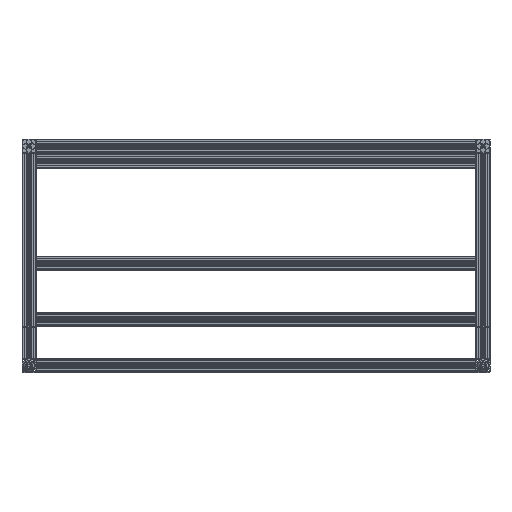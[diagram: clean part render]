
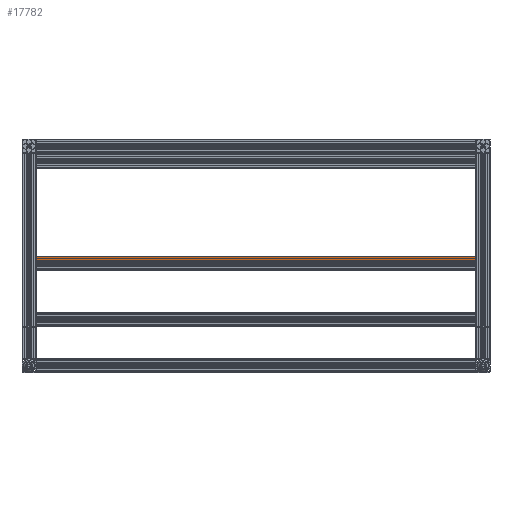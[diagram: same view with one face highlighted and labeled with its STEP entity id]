
A CAD part, top view. The second image highlights one B-rep face of the part: STEP entity #17782.
In plain terms, the highlighted face is planar.
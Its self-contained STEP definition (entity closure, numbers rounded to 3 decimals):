
#742=PLANE('',#19797);
#2973=LINE('',#29979,#4614);
#3036=LINE('',#30158,#4677);
#3037=LINE('',#30161,#4678);
#3038=LINE('',#30162,#4679);
#4614=VECTOR('',#24516,10.);
#4677=VECTOR('',#24673,10.);
#4678=VECTOR('',#24676,10.);
#4679=VECTOR('',#24677,10.);
#5960=FACE_OUTER_BOUND('',#6902,.T.);
#6902=EDGE_LOOP('',(#16602,#16603,#16604,#16605));
#9348=VERTEX_POINT('',#29976);
#9349=VERTEX_POINT('',#29978);
#9418=VERTEX_POINT('',#30156);
#9419=VERTEX_POINT('',#30160);
#11768=EDGE_CURVE('',#9349,#9348,#2973,.T.);
#11858=EDGE_CURVE('',#9348,#9418,#3036,.T.);
#11859=EDGE_CURVE('',#9418,#9419,#3037,.T.);
#11860=EDGE_CURVE('',#9349,#9419,#3038,.T.);
#16602=ORIENTED_EDGE('',*,*,#11859,.T.);
#16603=ORIENTED_EDGE('',*,*,#11860,.F.);
#16604=ORIENTED_EDGE('',*,*,#11768,.T.);
#16605=ORIENTED_EDGE('',*,*,#11858,.T.);
#17782=ADVANCED_FACE('',(#5960),#742,.T.);
#19797=AXIS2_PLACEMENT_3D('',#30159,#24674,#24675);
#24516=DIRECTION('',(0.,1.,0.));
#24673=DIRECTION('',(0.,0.,1.));
#24674=DIRECTION('center_axis',(1.,0.,0.));
#24675=DIRECTION('ref_axis',(0.,0.,-1.));
#24676=DIRECTION('',(0.,-1.,0.));
#24677=DIRECTION('',(0.,0.,1.));
#29976=CARTESIAN_POINT('',(22.5,20.,-705.));
#29978=CARTESIAN_POINT('',(22.5,4.4,-705.));
#29979=CARTESIAN_POINT('',(22.5,4.4,-705.));
#30156=CARTESIAN_POINT('',(22.5,20.,705.));
#30158=CARTESIAN_POINT('',(22.5,20.,0.));
#30159=CARTESIAN_POINT('Origin',(22.5,20.,0.));
#30160=CARTESIAN_POINT('',(22.5,4.4,705.));
#30161=CARTESIAN_POINT('',(22.5,4.4,705.));
#30162=CARTESIAN_POINT('',(22.5,4.4,0.));
